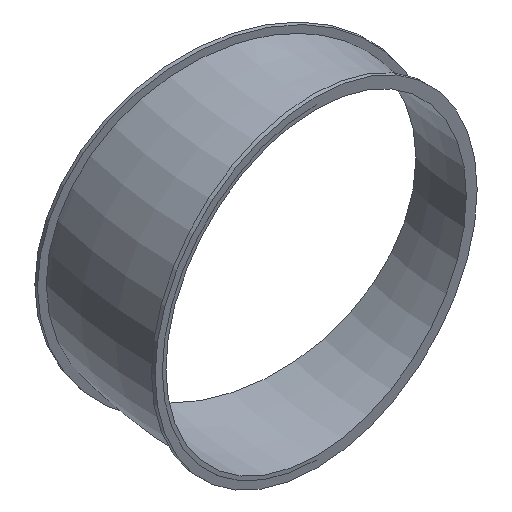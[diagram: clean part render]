
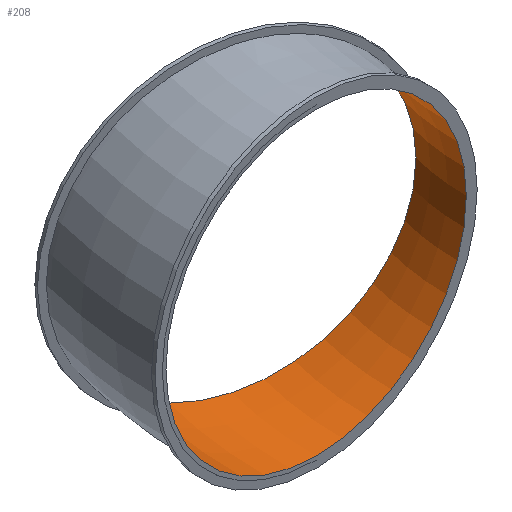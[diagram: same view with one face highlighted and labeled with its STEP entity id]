
A CAD part, isometric view. The second image highlights one B-rep face of the part: STEP entity #208.
In plain terms, the highlighted toroidal (fillet/blend) face has major radius 310 mm and minor radius 124.5 mm.
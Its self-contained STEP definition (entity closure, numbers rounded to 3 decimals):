
#16=TOROIDAL_SURFACE('',#253,310.,124.5);
#46=FACE_OUTER_BOUND('',#58,.T.);
#58=EDGE_LOOP('',(#179,#180,#181,#182,#183,#184));
#80=CIRCLE('',#254,124.5);
#81=CIRCLE('',#255,124.5);
#82=CIRCLE('',#256,185.5);
#83=CIRCLE('',#257,124.5);
#84=CIRCLE('',#258,124.5);
#103=VERTEX_POINT('',#537);
#104=VERTEX_POINT('',#538);
#105=VERTEX_POINT('',#541);
#106=VERTEX_POINT('',#543);
#132=EDGE_CURVE('',#103,#104,#80,.T.);
#133=EDGE_CURVE('',#104,#103,#81,.T.);
#134=EDGE_CURVE('',#104,#105,#82,.T.);
#135=EDGE_CURVE('',#105,#106,#83,.T.);
#136=EDGE_CURVE('',#106,#105,#84,.T.);
#179=ORIENTED_EDGE('',*,*,#132,.F.);
#180=ORIENTED_EDGE('',*,*,#133,.F.);
#181=ORIENTED_EDGE('',*,*,#134,.T.);
#182=ORIENTED_EDGE('',*,*,#135,.T.);
#183=ORIENTED_EDGE('',*,*,#136,.T.);
#184=ORIENTED_EDGE('',*,*,#134,.F.);
#208=ADVANCED_FACE('',(#46),#16,.F.);
#253=AXIS2_PLACEMENT_3D('',#536,#309,#310);
#254=AXIS2_PLACEMENT_3D('',#539,#311,#312);
#255=AXIS2_PLACEMENT_3D('',#540,#313,#314);
#256=AXIS2_PLACEMENT_3D('',#542,#315,#316);
#257=AXIS2_PLACEMENT_3D('',#544,#317,#318);
#258=AXIS2_PLACEMENT_3D('',#545,#319,#320);
#309=DIRECTION('center_axis',(0.,0.,-1.));
#310=DIRECTION('ref_axis',(-1.,0.,0.));
#311=DIRECTION('center_axis',(-0.259,-0.966,0.));
#312=DIRECTION('ref_axis',(0.966,-0.259,0.));
#313=DIRECTION('center_axis',(-0.259,-0.966,0.));
#314=DIRECTION('ref_axis',(0.966,-0.259,0.));
#315=DIRECTION('center_axis',(0.,0.,1.));
#316=DIRECTION('ref_axis',(-1.,0.,0.));
#317=DIRECTION('center_axis',(0.,-1.,0.));
#318=DIRECTION('ref_axis',(1.,0.,0.));
#319=DIRECTION('center_axis',(0.,-1.,0.));
#320=DIRECTION('ref_axis',(1.,0.,0.));
#536=CARTESIAN_POINT('Origin',(310.,0.,0.));
#537=CARTESIAN_POINT('',(-109.695,112.457,0.));
#538=CARTESIAN_POINT('',(130.821,48.011,0.));
#539=CARTESIAN_POINT('Origin',(10.563,80.234,0.));
#540=CARTESIAN_POINT('Origin',(10.563,80.234,0.));
#541=CARTESIAN_POINT('',(124.5,0.,0.));
#542=CARTESIAN_POINT('Origin',(310.,0.,0.));
#543=CARTESIAN_POINT('',(-124.5,0.,0.));
#544=CARTESIAN_POINT('Origin',(0.,0.,0.));
#545=CARTESIAN_POINT('Origin',(0.,0.,0.));
